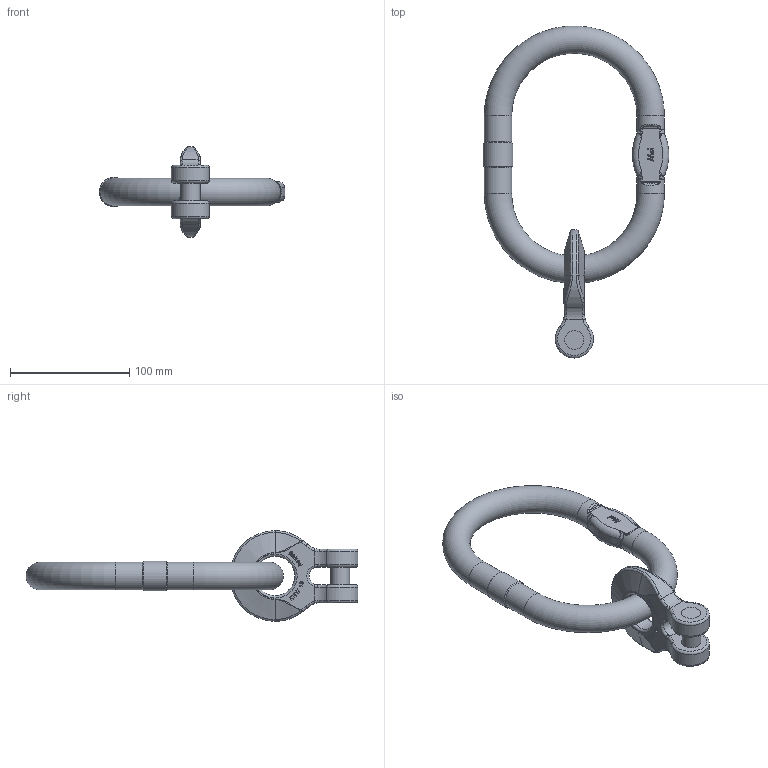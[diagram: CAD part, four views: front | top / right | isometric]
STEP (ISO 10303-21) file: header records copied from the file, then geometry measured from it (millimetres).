
FILE_DESCRIPTION(/* description */ (''),/* implementation_level */ '2;1');
FILE_NAME(/* name */ 'pewag_KMGW_1-131.stp',/* time_stamp */ '2023-01-27T09:48:27+01:00',/* author */ (''),/* organization */ (''),/* preprocessor_version */ 'ST-DEVELOPER v16',/* originating_system */ 'SIEMENS PLM Software NX 11.0',/* authorisation */ '');
FILE_SCHEMA (('AUTOMOTIVE_DESIGN { 1 0 10303 214 3 1 1 1 }'));
Length unit declared in the file: millimetre
Products named in the file (1): KSE2DF0FA72zqq2
Bounding box: 155.56 x 278.45 x 76 mm (x, y, z)
Volume: 300689.7 mm3; surface area: 61391.5 mm2
Topology: 12 solids, 12 shells, 439 faces, 1121 edges, 699 vertices
Faces by surface type: plane 167, extrusion 123, bspline 80, cylinder 33, torus 30, sphere 4, cone 2
Full cylindrical faces by diameter (mm): 16 x3, 23 x4, 24.725 x1, 33 x1
Entity records: 16557 total; most frequent: CARTESIAN_POINT 7351, ORIENTED_EDGE 2158, DIRECTION 1291, EDGE_CURVE 1079, VERTEX_POINT 692, B_SPLINE_CURVE_WITH_KNOTS 678, EDGE_LOOP 479, VECTOR 477
